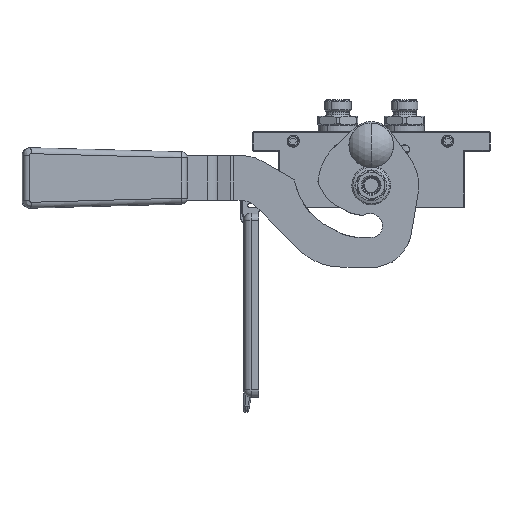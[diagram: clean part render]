
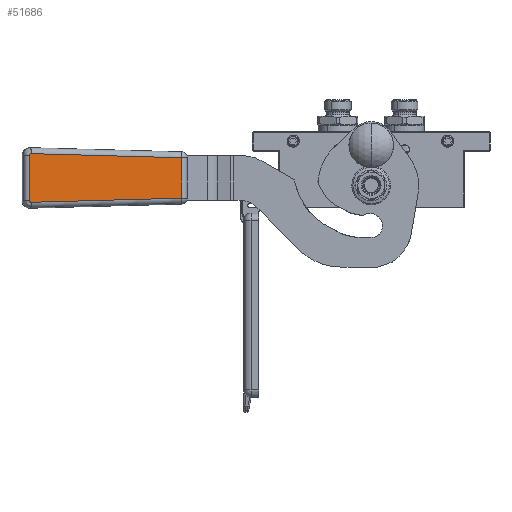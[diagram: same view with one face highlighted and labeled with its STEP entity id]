
A CAD part, front view. The second image highlights one B-rep face of the part: STEP entity #51686.
In plain terms, the highlighted face is planar.
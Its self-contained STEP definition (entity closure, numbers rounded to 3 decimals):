
#4158 = FACE_OUTER_BOUND ( 'NONE', #37552, .T. ) ;
#4251 = CARTESIAN_POINT ( 'NONE',  ( 16.084, 15.941, -4.352 ) ) ;
#4559 = CARTESIAN_POINT ( 'NONE',  ( 15.43, 15.945, -4.054 ) ) ;
#4912 = LINE ( 'NONE', #55863, #54633 ) ;
#5858 = CARTESIAN_POINT ( 'NONE',  ( -16.355, 15.934, -4.882 ) ) ;
#7682 = EDGE_CURVE ( 'NONE', #75015, #72904, #84860, .T. ) ;
#10810 = CARTESIAN_POINT ( 'NONE',  ( -15.931, 15.943, -4.223 ) ) ;
#16306 = VECTOR ( 'NONE', #51795, 1000. ) ;
#18126 = CARTESIAN_POINT ( 'NONE',  ( 15.931, 15.943, -4.223 ) ) ;
#18430 = CARTESIAN_POINT ( 'NONE',  ( 16.363, 15.931, -5.081 ) ) ;
#18733 = CARTESIAN_POINT ( 'NONE',  ( 16.355, 15.934, -4.882 ) ) ;
#21066 = EDGE_CURVE ( 'NONE', #72904, #64427, #54161, .T. ) ;
#21614 = EDGE_CURVE ( 'NONE', #48492, #75359, #84099, .T. ) ;
#22308 = DIRECTION ( 'NONE',  ( 0., -1., 0.014 ) ) ;
#24212 = EDGE_CURVE ( 'NONE', #42376, #48492, #56171, .T. ) ;
#25242 = CARTESIAN_POINT ( 'NONE',  ( 16.364, 15.932, -5.014 ) ) ;
#25890 = CARTESIAN_POINT ( 'NONE',  ( -15.363, 15.945, -4.054 ) ) ;
#29795 = CARTESIAN_POINT ( 'NONE',  ( -16.363, 15.931, -5.081 ) ) ;
#31148 = ORIENTED_EDGE ( 'NONE', *, *, #88930, .F. ) ;
#33905 = CARTESIAN_POINT ( 'NONE',  ( 15.363, 15.945, -4.054 ) ) ;
#37552 = EDGE_LOOP ( 'NONE', ( #75492, #69212, #73240, #66873, #70930, #31148 ) ) ;
#39466 = CARTESIAN_POINT ( 'NONE',  ( 15.754, 15.944, -4.127 ) ) ;
#41087 = CARTESIAN_POINT ( 'NONE',  ( -16.301, 15.937, -4.688 ) ) ;
#42376 = VERTEX_POINT ( 'NONE', #29795 ) ;
#48492 = VERTEX_POINT ( 'NONE', #66941 ) ;
#48844 = B_SPLINE_CURVE_WITH_KNOTS ( 'NONE', 3,
 ( #61257, #89583, #89907, #54450, #10810, #67445, #53841, #41087, #5858, #69894, #90218 ),
 .UNSPECIFIED., .F., .F.,
 ( 4, 1, 1, 1, 1, 1, 1, 1, 4 ),
 ( 0., 0.125, 0.25, 0.375, 0.5, 0.625, 0.75, 0.875, 1. ),
 .UNSPECIFIED. ) ;
#51686 = ADVANCED_FACE ( 'NONE', ( #4158 ), #79953, .F. ) ;
#51795 = DIRECTION ( 'NONE',  ( 0.027, -0.014, -1. ) ) ;
#53841 = CARTESIAN_POINT ( 'NONE',  ( -16.209, 15.939, -4.509 ) ) ;
#54161 = LINE ( 'NONE', #33905, #89772 ) ;
#54450 = CARTESIAN_POINT ( 'NONE',  ( -15.754, 15.944, -4.127 ) ) ;
#54633 = VECTOR ( 'NONE', #63883, 1000. ) ;
#55863 = CARTESIAN_POINT ( 'NONE',  ( 13.607, 14.553, -107.054 ) ) ;
#56171 = LINE ( 'NONE', #80021, #16306 ) ;
#57608 = CARTESIAN_POINT ( 'NONE',  ( 50., 16., 0. ) ) ;
#58521 = CARTESIAN_POINT ( 'NONE',  ( -13.607, 14.553, -107.054 ) ) ;
#58847 = DIRECTION ( 'NONE',  ( 1., 0., 0. ) ) ;
#60244 = CARTESIAN_POINT ( 'NONE',  ( 16.301, 15.937, -4.688 ) ) ;
#61257 = CARTESIAN_POINT ( 'NONE',  ( -15.363, 15.945, -4.054 ) ) ;
#63883 = DIRECTION ( 'NONE',  ( 0.027, 0.014, 1. ) ) ;
#64427 = VERTEX_POINT ( 'NONE', #25890 ) ;
#64448 = CARTESIAN_POINT ( 'NONE',  ( 15.363, 15.945, -4.054 ) ) ;
#65152 = VECTOR ( 'NONE', #58847, 1000. ) ;
#65645 = DIRECTION ( 'NONE',  ( 0., -0.014, -1. ) ) ;
#66873 = ORIENTED_EDGE ( 'NONE', *, *, #21066, .F. ) ;
#66941 = CARTESIAN_POINT ( 'NONE',  ( -13.607, 14.553, -107.054 ) ) ;
#67445 = CARTESIAN_POINT ( 'NONE',  ( -16.084, 15.941, -4.352 ) ) ;
#68038 = CARTESIAN_POINT ( 'NONE',  ( 13.607, 14.553, -107.054 ) ) ;
#69212 = ORIENTED_EDGE ( 'NONE', *, *, #24212, .F. ) ;
#69894 = CARTESIAN_POINT ( 'NONE',  ( -16.364, 15.932, -5.014 ) ) ;
#70930 = ORIENTED_EDGE ( 'NONE', *, *, #7682, .F. ) ;
#72904 = VERTEX_POINT ( 'NONE', #64448 ) ;
#73240 = ORIENTED_EDGE ( 'NONE', *, *, #78943, .F. ) ;
#73519 = AXIS2_PLACEMENT_3D ( 'NONE', #57608, #22308, #65645 ) ;
#75015 = VERTEX_POINT ( 'NONE', #78998 ) ;
#75359 = VERTEX_POINT ( 'NONE', #68038 ) ;
#75492 = ORIENTED_EDGE ( 'NONE', *, *, #21614, .F. ) ;
#78943 = EDGE_CURVE ( 'NONE', #64427, #42376, #48844, .T. ) ;
#78998 = CARTESIAN_POINT ( 'NONE',  ( 16.363, 15.931, -5.081 ) ) ;
#79953 = PLANE ( 'NONE',  #73519 ) ;
#80021 = CARTESIAN_POINT ( 'NONE',  ( -16.363, 15.931, -5.081 ) ) ;
#81703 = CARTESIAN_POINT ( 'NONE',  ( 16.209, 15.939, -4.509 ) ) ;
#84099 = LINE ( 'NONE', #58521, #65152 ) ;
#84860 = B_SPLINE_CURVE_WITH_KNOTS ( 'NONE', 3,
 ( #18430, #25242, #18733, #60244, #81703, #4251, #18126, #39466, #89826, #4559, #88901 ),
 .UNSPECIFIED., .F., .F.,
 ( 4, 1, 1, 1, 1, 1, 1, 1, 4 ),
 ( 0., 0.125, 0.25, 0.375, 0.5, 0.625, 0.75, 0.875, 1. ),
 .UNSPECIFIED. ) ;
#88901 = CARTESIAN_POINT ( 'NONE',  ( 15.363, 15.945, -4.054 ) ) ;
#88930 = EDGE_CURVE ( 'NONE', #75359, #75015, #4912, .T. ) ;
#89583 = CARTESIAN_POINT ( 'NONE',  ( -15.43, 15.945, -4.054 ) ) ;
#89772 = VECTOR ( 'NONE', #91058, 1000. ) ;
#89826 = CARTESIAN_POINT ( 'NONE',  ( 15.562, 15.945, -4.067 ) ) ;
#89907 = CARTESIAN_POINT ( 'NONE',  ( -15.562, 15.945, -4.067 ) ) ;
#90218 = CARTESIAN_POINT ( 'NONE',  ( -16.363, 15.931, -5.081 ) ) ;
#91058 = DIRECTION ( 'NONE',  ( -1., 0., 0. ) ) ;
